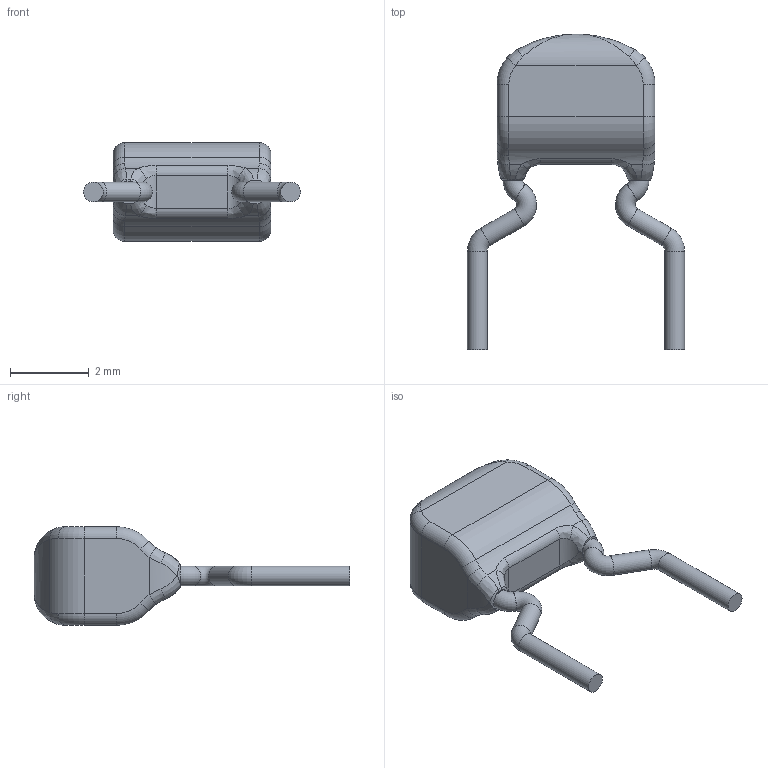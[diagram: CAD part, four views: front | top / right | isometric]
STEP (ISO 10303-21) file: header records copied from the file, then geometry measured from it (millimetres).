
FILE_DESCRIPTION(/* description */ ('STEP AP214'),/* implementation_level */ '2;1');
FILE_NAME(/* name */ 'C_Radial_P5.step',/* time_stamp */ '2023-12-06T20:51:18-05:00',/* author */ ('Ishaan'),/* organization */ (''),/* preprocessor_version */ 'ST-DEVELOPER v19.2',/* originating_system */ 'Autodesk Inventor 2024',/* authorisation */ '');
FILE_SCHEMA (('AUTOMOTIVE_DESIGN { 1 0 10303 214 3 1 1 }'));
Length unit declared in the file: millimetre
Products named in the file (1): FA28C0G1H010CNU06
Bounding box: 5.5 x 8 x 2.5 mm (x, y, z)
Volume: 29.7 mm3; surface area: 67 mm2
Topology: 3 solids, 3 shells, 85 faces, 195 edges, 112 vertices
Faces by surface type: cylinder 30, bspline 26, torus 18, plane 11
Full cylindrical faces by diameter (mm): 0.5 x6
Entity records: 3470 total; most frequent: CARTESIAN_POINT 1686, ORIENTED_EDGE 382, DIRECTION 341, EDGE_CURVE 191, AXIS2_PLACEMENT_3D 150, VERTEX_POINT 112, CIRCLE 86, FACE_OUTER_BOUND 85
